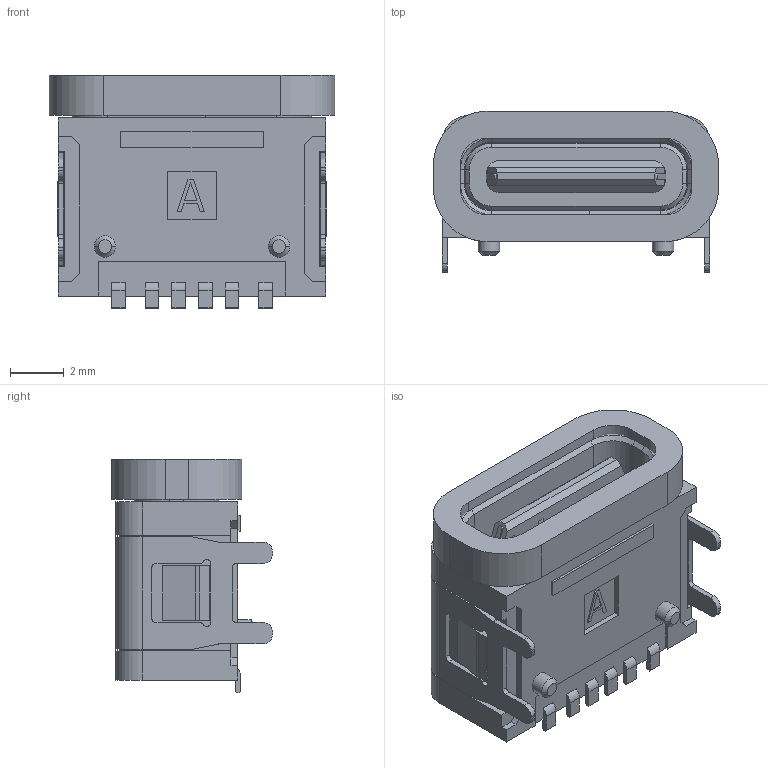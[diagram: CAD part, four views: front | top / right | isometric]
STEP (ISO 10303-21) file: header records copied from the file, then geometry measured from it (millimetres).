
FILE_DESCRIPTION (( 'STEP AP214' ), '1' );
FILE_NAME ('54-00284.STEP', '2023-07-17T14:57:53', ( '' ), ( '' ), 'SwSTEP 2.0', 'SolidWorks 2021', '' );
FILE_SCHEMA (( 'AUTOMOTIVE_DESIGN' ));
Length unit declared in the file: millimetre
Products named in the file (4): 54-00284_gasket; 54-00284; 54-00284_54-00284
Assembly tree (3 placements, depth 3):
  54-00284
    54-00284_54-00284
      54-00284
      54-00284_gasket
Bounding box: 10.64 x 6.01 x 8.73 mm (x, y, z)
Volume: 293.9 mm3; surface area: 802.9 mm2
Topology: 3 solids, 3 shells, 491 faces, 1363 edges, 896 vertices
Faces by surface type: plane 382, cylinder 97, cone 12
Entity records: 21086 total; most frequent: CARTESIAN_POINT 2810, ORIENTED_EDGE 2726, DIRECTION 2545, EDGE_CURVE 1363, VECTOR 1145, LINE 1145, VERTEX_POINT 896, AXIS2_PLACEMENT_3D 700
